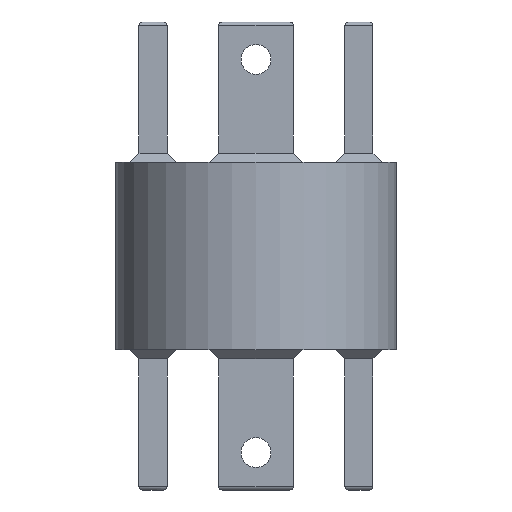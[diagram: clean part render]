
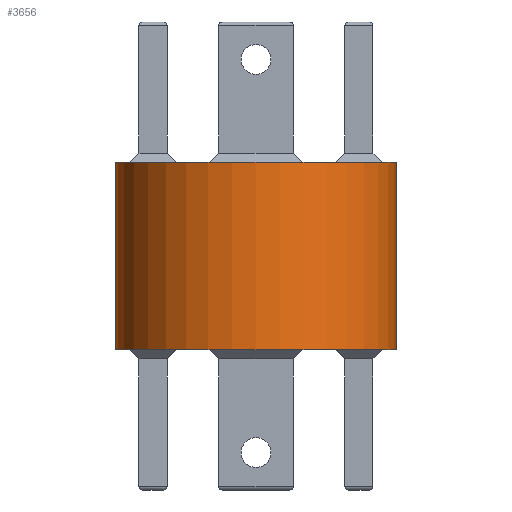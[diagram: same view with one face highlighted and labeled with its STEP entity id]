
A CAD part, front view. The second image highlights one B-rep face of the part: STEP entity #3656.
In plain terms, the highlighted cylindrical face has radius 15 mm (diameter 30 mm), a full revolution.
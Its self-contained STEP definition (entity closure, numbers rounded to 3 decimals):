
#168=CARTESIAN_POINT('',(-15.,-0.,19.));
#169=VERTEX_POINT('',#168);
#170=CARTESIAN_POINT('',(0.,0.,19.));
#171=DIRECTION('',(-0.,-0.,1.));
#172=DIRECTION('',(-1.,0.,0.));
#173=AXIS2_PLACEMENT_3D('',#170,#171,#172);
#174=CIRCLE('',#173,15.);
#175=EDGE_CURVE('',#169,#169,#174,.T.);
#3632=CARTESIAN_POINT('',(0.,0.,-1.));
#3633=DIRECTION('',(0.,0.,1.));
#3634=DIRECTION('',(-1.,0.,0.));
#3635=AXIS2_PLACEMENT_3D('',#3632,#3633,#3634);
#3636=CYLINDRICAL_SURFACE('',#3635,15.);
#3637=CARTESIAN_POINT('',(-15.,0.,-1.));
#3638=VERTEX_POINT('',#3637);
#3639=CARTESIAN_POINT('',(-15.,0.,19.));
#3640=DIRECTION('',(-0.,-0.,-1.));
#3641=VECTOR('',#3640,20.);
#3642=LINE('',#3639,#3641);
#3643=EDGE_CURVE('',#169,#3638,#3642,.T.);
#3644=ORIENTED_EDGE('',*,*,#3643,.T.);
#3645=CARTESIAN_POINT('',(0.,0.,-1.));
#3646=DIRECTION('',(-0.,-0.,-1.));
#3647=DIRECTION('',(-1.,0.,0.));
#3648=AXIS2_PLACEMENT_3D('',#3645,#3646,#3647);
#3649=CIRCLE('',#3648,15.);
#3650=EDGE_CURVE('',#3638,#3638,#3649,.T.);
#3651=ORIENTED_EDGE('',*,*,#3650,.F.);
#3652=ORIENTED_EDGE('',*,*,#3643,.F.);
#3653=ORIENTED_EDGE('',*,*,#175,.F.);
#3654=EDGE_LOOP('',(#3644,#3651,#3652,#3653));
#3655=FACE_BOUND('',#3654,.T.);
#3656=ADVANCED_FACE('',(#3655),#3636,.T.);
